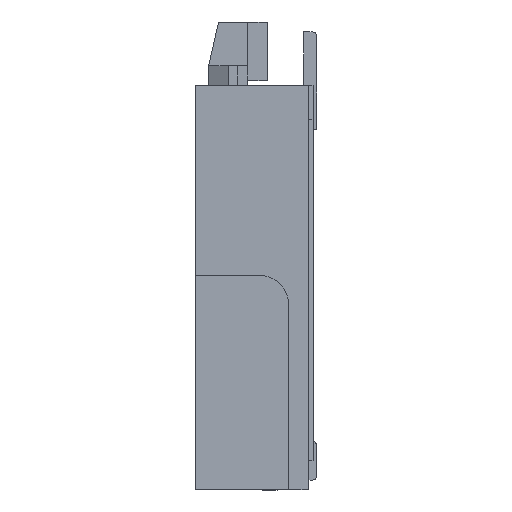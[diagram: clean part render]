
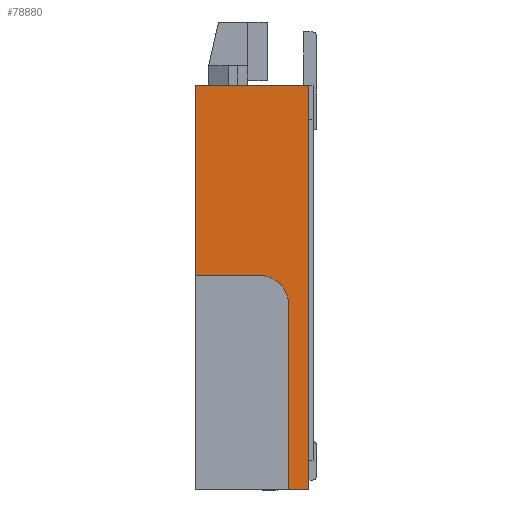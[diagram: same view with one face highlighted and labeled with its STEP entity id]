
A CAD part, left-side view. The second image highlights one B-rep face of the part: STEP entity #78880.
In plain terms, the highlighted planar face has unit normal (-1, 0, 0).
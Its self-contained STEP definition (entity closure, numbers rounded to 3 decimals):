
#57670=CARTESIAN_POINT('',(-8.525,7.007,
1.262));
#57680=VERTEX_POINT('',#57670);
#57710=CARTESIAN_POINT('',(-8.525,7.007,
-0.638));
#57720=DIRECTION('',(0.,0.,-1.));
#57730=VECTOR('',#57720,1.);
#57740=LINE('',#57710,#57730);
#57750=CARTESIAN_POINT('',(-8.525,7.007,
-0.638));
#57760=VERTEX_POINT('',#57750);
#57770=EDGE_CURVE('',#57680,#57760,#57740,.T.);
#62090=CARTESIAN_POINT('',(-8.525,7.307,
1.262));
#62100=DIRECTION('',(1.,0.,0.));
#62110=DIRECTION('',(0.,1.,0.));
#62120=AXIS2_PLACEMENT_3D('',#62090,#62100,#62110);
#62130=CIRCLE('',#62120,0.3);
#62140=CARTESIAN_POINT('',(-8.525,7.307,
1.562));
#62150=VERTEX_POINT('',#62140);
#62160=EDGE_CURVE('',#62150,#57680,#62130,.T.);
#78350=CARTESIAN_POINT('',(-8.525,7.967,
1.562));
#78360=VERTEX_POINT('',#78350);
#78390=CARTESIAN_POINT('',(-8.525,6.757,
1.562));
#78400=DIRECTION('',(0.,1.,0.));
#78410=VECTOR('',#78400,1.);
#78420=LINE('',#78390,#78410);
#78430=EDGE_CURVE('',#62150,#78360,#78420,.T.);
#78480=CARTESIAN_POINT('',(-8.525,7.528,
1.94));
#78490=DIRECTION('',(1.,0.,0.));
#78500=DIRECTION('',(0.,1.,0.));
#78510=AXIS2_PLACEMENT_3D('',#78480,#78490,#78500);
#78520=PLANE('',#78510);
#78530=ORIENTED_EDGE('',*,*,#62160,.T.);
#78540=ORIENTED_EDGE('',*,*,#78430,.F.);
#78550=CARTESIAN_POINT('',(-8.525,7.967,
-0.638));
#78560=DIRECTION('',(0.,0.,1.));
#78570=VECTOR('',#78560,1.);
#78580=LINE('',#78550,#78570);
#78590=CARTESIAN_POINT('',(-8.525,7.967,
3.512));
#78600=VERTEX_POINT('',#78590);
#78610=EDGE_CURVE('',#78360,#78600,#78580,.T.);
#78620=ORIENTED_EDGE('',*,*,#78610,.F.);
#78630=CARTESIAN_POINT('',(-8.525,6.757,
3.512));
#78640=DIRECTION('',(0.,1.,0.));
#78650=VECTOR('',#78640,1.);
#78660=LINE('',#78630,#78650);
#78670=CARTESIAN_POINT('',(-8.525,6.807,
3.512));
#78680=VERTEX_POINT('',#78670);
#78690=EDGE_CURVE('',#78680,#78600,#78660,.T.);
#78700=ORIENTED_EDGE('',*,*,#78690,.T.);
#78710=CARTESIAN_POINT('',(-8.525,6.807,
-0.638));
#78720=DIRECTION('',(0.,0.,1.));
#78730=VECTOR('',#78720,1.);
#78740=LINE('',#78710,#78730);
#78750=CARTESIAN_POINT('',(-8.525,6.807,
-0.638));
#78760=VERTEX_POINT('',#78750);
#78770=EDGE_CURVE('',#78760,#78680,#78740,.T.);
#78780=ORIENTED_EDGE('',*,*,#78770,.T.);
#78790=CARTESIAN_POINT('',(-8.525,6.757,
-0.638));
#78800=DIRECTION('',(0.,1.,0.));
#78810=VECTOR('',#78800,1.);
#78820=LINE('',#78790,#78810);
#78830=EDGE_CURVE('',#78760,#57760,#78820,.T.);
#78840=ORIENTED_EDGE('',*,*,#78830,.F.);
#78850=ORIENTED_EDGE('',*,*,#57770,.T.);
#78860=EDGE_LOOP('',(#78850,#78840,#78780,#78700,#78620,#78540,#78530));
#78870=FACE_OUTER_BOUND('',#78860,.T.);
#78880=ADVANCED_FACE('',(#78870),#78520,.F.);
